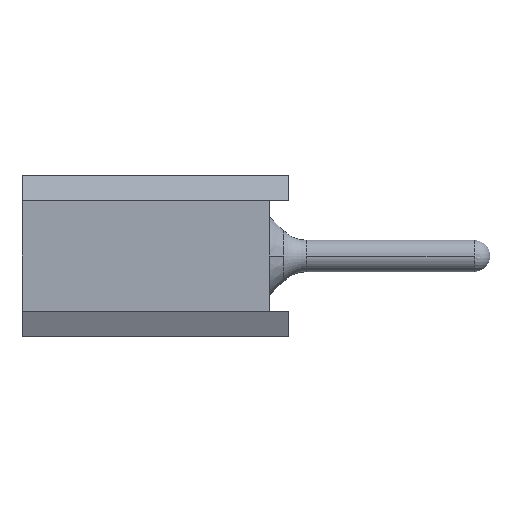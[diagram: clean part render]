
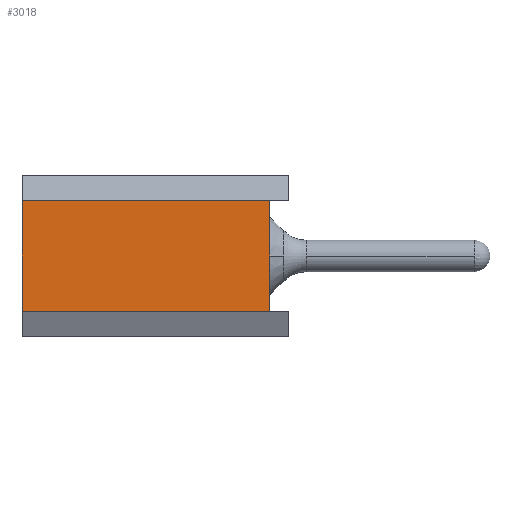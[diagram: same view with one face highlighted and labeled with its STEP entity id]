
A CAD part, left-side view. The second image highlights one B-rep face of the part: STEP entity #3018.
In plain terms, the highlighted planar face has unit normal (-1, 0, 0).
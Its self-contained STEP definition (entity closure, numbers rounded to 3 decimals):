
#1100=EDGE_CURVE('',#2716,#3094,#3244,.T.);
#1110=VERTEX_POINT('',#3256);
#1114=EDGE_CURVE('',#1414,#3094,#3260,.T.);
#1134=EDGE_CURVE('',#2716,#1110,#3282,.T.);
#1414=VERTEX_POINT('',#3592);
#2716=VERTEX_POINT('',#5047);
#2820=EDGE_CURVE('',#1110,#1414,#5161,.T.);
#3018=ADVANCED_FACE('',(#5378),#5379,.T.);
#3094=VERTEX_POINT('',#5469);
#3244=LINE('',#5624,#5625);
#3256=CARTESIAN_POINT('',(-6.35,0.3,0.87));
#3260=LINE('',#5646,#5647);
#3282=LINE('',#5675,#5676);
#3592=CARTESIAN_POINT('',(-6.35,4.2,0.87));
#5047=CARTESIAN_POINT('',(-6.35,0.3,-0.87));
#5161=LINE('',#8214,#8215);
#5378=FACE_OUTER_BOUND('',#8503,.T.);
#5379=PLANE('',#8504);
#5469=CARTESIAN_POINT('',(-6.35,4.2,-0.87));
#5624=CARTESIAN_POINT('',(-6.35,0.,-0.87));
#5625=VECTOR('',#8826,1.0);
#5646=CARTESIAN_POINT('',(-6.35,4.2,0.87));
#5647=VECTOR('',#8850,1.0);
#5675=CARTESIAN_POINT('',(-6.35,0.3,0.435));
#5676=VECTOR('',#8874,1.0);
#8214=CARTESIAN_POINT('',(-6.35,0.,0.87));
#8215=VECTOR('',#11140,1.0);
#8503=EDGE_LOOP('',(#11384,#11385,#11386,#11387));
#8504=AXIS2_PLACEMENT_3D('',#11388,#11389,#11390);
#8826=DIRECTION('',(0.0,1.0,0.));
#8850=DIRECTION('',(0.0,0.,-1.0));
#8874=DIRECTION('',(0.0,0.0,1.0));
#11140=DIRECTION('',(0.0,1.0,0.));
#11384=ORIENTED_EDGE('',*,*,#1134,.T.);
#11385=ORIENTED_EDGE('',*,*,#2820,.T.);
#11386=ORIENTED_EDGE('',*,*,#1114,.T.);
#11387=ORIENTED_EDGE('',*,*,#1100,.F.);
#11388=CARTESIAN_POINT('',(-6.35,0.,0.87));
#11389=DIRECTION('',(-1.0,0.0,0.0));
#11390=DIRECTION('',(0.0,0.0,1.0));
